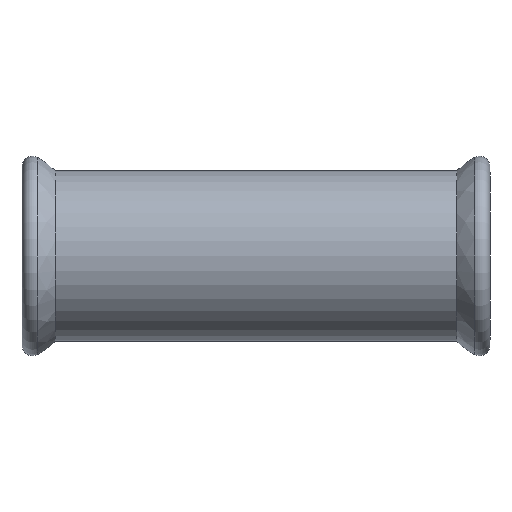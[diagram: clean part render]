
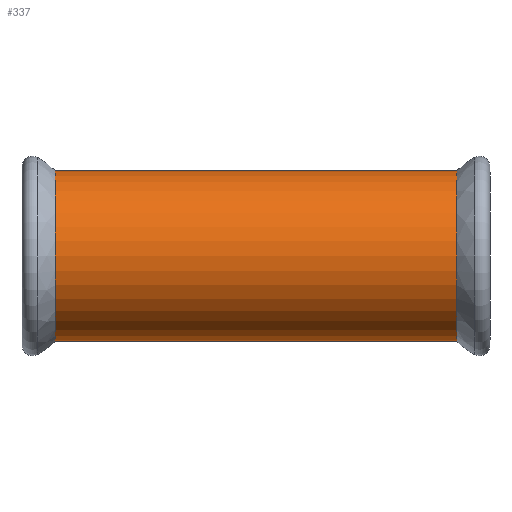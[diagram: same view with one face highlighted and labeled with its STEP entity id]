
A CAD part, front view. The second image highlights one B-rep face of the part: STEP entity #337.
In plain terms, the highlighted cylindrical face has radius 56.4 mm (diameter 112.8 mm), a full revolution.
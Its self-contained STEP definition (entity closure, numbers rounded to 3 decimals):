
#24=LINE('',#695,#32);
#32=VECTOR('',#530,56.4);
#39=CYLINDRICAL_SURFACE('',#411,56.4);
#53=FACE_OUTER_BOUND('',#69,.T.);
#69=EDGE_LOOP('',(#290,#291,#292,#293,#294,#295,#296,#297));
#81=CIRCLE('',#371,56.4);
#82=CIRCLE('',#372,56.4);
#86=CIRCLE('',#376,56.4);
#95=CIRCLE('',#387,56.4);
#96=CIRCLE('',#388,56.4);
#100=CIRCLE('',#392,56.4);
#126=VERTEX_POINT('',#597);
#127=VERTEX_POINT('',#598);
#128=VERTEX_POINT('',#600);
#138=VERTEX_POINT('',#653);
#139=VERTEX_POINT('',#654);
#140=VERTEX_POINT('',#656);
#166=EDGE_CURVE('',#126,#127,#81,.T.);
#167=EDGE_CURVE('',#128,#126,#82,.T.);
#171=EDGE_CURVE('',#127,#128,#86,.T.);
#181=EDGE_CURVE('',#138,#139,#95,.T.);
#182=EDGE_CURVE('',#139,#140,#96,.T.);
#186=EDGE_CURVE('',#140,#138,#100,.T.);
#202=EDGE_CURVE('',#139,#127,#24,.T.);
#290=ORIENTED_EDGE('',*,*,#181,.F.);
#291=ORIENTED_EDGE('',*,*,#186,.F.);
#292=ORIENTED_EDGE('',*,*,#182,.F.);
#293=ORIENTED_EDGE('',*,*,#202,.T.);
#294=ORIENTED_EDGE('',*,*,#171,.T.);
#295=ORIENTED_EDGE('',*,*,#167,.T.);
#296=ORIENTED_EDGE('',*,*,#166,.T.);
#297=ORIENTED_EDGE('',*,*,#202,.F.);
#337=ADVANCED_FACE('',(#53),#39,.T.);
#371=AXIS2_PLACEMENT_3D('',#599,#444,#445);
#372=AXIS2_PLACEMENT_3D('',#601,#446,#447);
#376=AXIS2_PLACEMENT_3D('',#607,#454,#455);
#387=AXIS2_PLACEMENT_3D('',#655,#477,#478);
#388=AXIS2_PLACEMENT_3D('',#657,#479,#480);
#392=AXIS2_PLACEMENT_3D('',#663,#487,#488);
#411=AXIS2_PLACEMENT_3D('',#694,#528,#529);
#444=DIRECTION('center_axis',(1.,0.,0.));
#445=DIRECTION('ref_axis',(0.,1.,0.));
#446=DIRECTION('center_axis',(1.,0.,0.));
#447=DIRECTION('ref_axis',(0.,1.,0.));
#454=DIRECTION('center_axis',(1.,0.,0.));
#455=DIRECTION('ref_axis',(0.,1.,0.));
#477=DIRECTION('center_axis',(1.,0.,0.));
#478=DIRECTION('ref_axis',(0.,1.,0.));
#479=DIRECTION('center_axis',(1.,0.,0.));
#480=DIRECTION('ref_axis',(0.,1.,0.));
#487=DIRECTION('center_axis',(1.,0.,0.));
#488=DIRECTION('ref_axis',(0.,1.,0.));
#528=DIRECTION('center_axis',(1.,0.,0.));
#529=DIRECTION('ref_axis',(0.,1.,0.));
#530=DIRECTION('',(-1.,0.,0.));
#597=CARTESIAN_POINT('',(-288.028,56.4,0.));
#598=CARTESIAN_POINT('',(-288.028,-56.4,0.));
#599=CARTESIAN_POINT('Origin',(-288.028,0.,0.));
#600=CARTESIAN_POINT('',(-288.028,0.,-56.4));
#601=CARTESIAN_POINT('Origin',(-288.028,0.,0.));
#607=CARTESIAN_POINT('Origin',(-288.028,0.,0.));
#653=CARTESIAN_POINT('',(-21.972,0.,56.4));
#654=CARTESIAN_POINT('',(-21.972,-56.4,0.));
#655=CARTESIAN_POINT('Origin',(-21.972,0.,0.));
#656=CARTESIAN_POINT('',(-21.972,0.,-56.4));
#657=CARTESIAN_POINT('Origin',(-21.972,0.,0.));
#663=CARTESIAN_POINT('Origin',(-21.972,0.,0.));
#694=CARTESIAN_POINT('Origin',(-48.486,0.,0.));
#695=CARTESIAN_POINT('',(-48.486,-56.4,0.));
